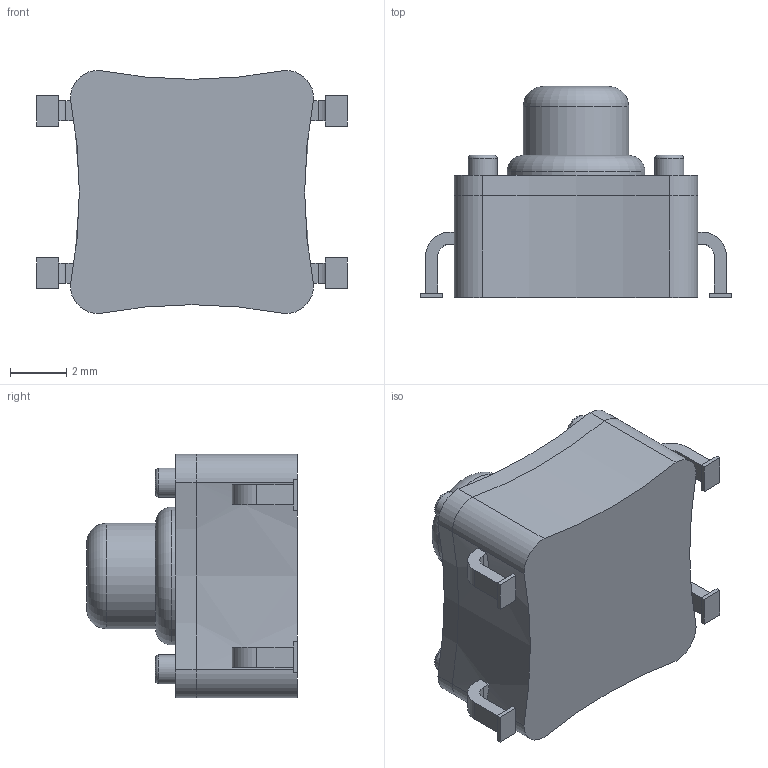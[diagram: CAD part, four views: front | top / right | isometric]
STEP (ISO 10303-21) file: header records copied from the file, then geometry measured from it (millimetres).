
FILE_DESCRIPTION(/* description */ (''),/* implementation_level */ '2;1');
FILE_NAME(/* name */ 'Push Button Tactile .step',/* time_stamp */ '2021-07-17T13:11:02+06:00',/* author */ (''),/* organization */ (''),/* preprocessor_version */ 'ST-DEVELOPER v18.1',/* originating_system */ 'Autodesk Translation Framework v10.9.0.1377',/* authorisation */ '');
FILE_SCHEMA (('AUTOMOTIVE_DESIGN { 1 0 10303 214 3 1 1 }'));
Length unit declared in the file: millimetre
Products named in the file (1): Push Button Tactile
Bounding box: 11.04 x 7.49 x 8.64 mm (x, y, z)
Volume: 331.5 mm3; surface area: 688.1 mm2
Topology: 7 solids, 7 shells, 113 faces, 251 edges, 165 vertices
Faces by surface type: plane 67, cylinder 40, torus 6
Full cylindrical faces by diameter (mm): 1.022 x4, 1.08 x8, 3.744 x1, 4.896 x1, 5.04 x2
Entity records: 3209 total; most frequent: DIRECTION 578, CARTESIAN_POINT 530, ORIENTED_EDGE 502, EDGE_CURVE 251, AXIS2_PLACEMENT_3D 213, VERTEX_POINT 165, LINE 152, VECTOR 152
